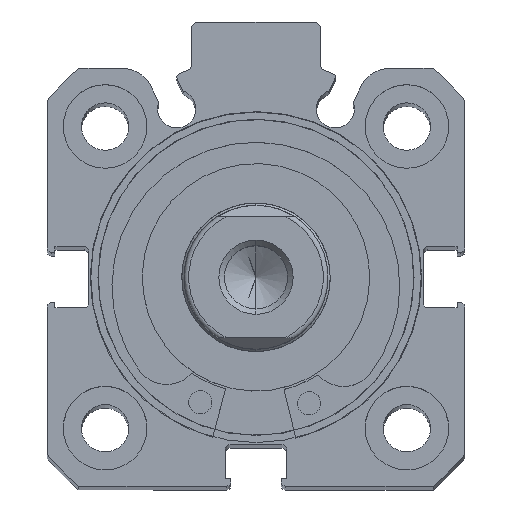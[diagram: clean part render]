
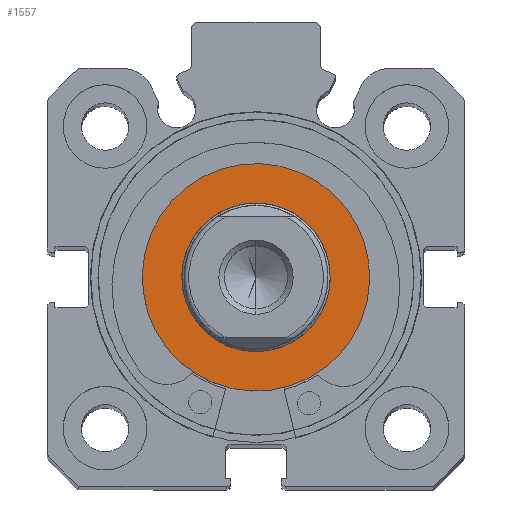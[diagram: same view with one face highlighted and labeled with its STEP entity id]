
A CAD part, top view. The second image highlights one B-rep face of the part: STEP entity #1557.
In plain terms, the highlighted face is planar.
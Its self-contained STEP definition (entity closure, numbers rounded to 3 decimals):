
#177 = ORIENTED_EDGE ( 'NONE', *, *, #2009, .T. ) ;
#187 = ORIENTED_EDGE ( 'NONE', *, *, #1862, .T. ) ;
#198 = ORIENTED_EDGE ( 'NONE', *, *, #2010, .F. ) ;
#219 = ORIENTED_EDGE ( 'NONE', *, *, #1864, .F. ) ;
#650 = EDGE_LOOP ( 'NONE', ( #198, #219 ) ) ;
#652 = EDGE_LOOP ( 'NONE', ( #187, #177 ) ) ;
#1243 = VERTEX_POINT ( 'NONE', #3920 ) ;
#1244 = VERTEX_POINT ( 'NONE', #3921 ) ;
#1246 = VERTEX_POINT ( 'NONE', #3923 ) ;
#1334 = VERTEX_POINT ( 'NONE', #4010 ) ;
#1557 = ADVANCED_FACE ( 'NONE', ( #3446, #3457 ), #4504, .F. ) ;
#1862 = EDGE_CURVE ( 'NONE', #1246, #1243, #6526, .T. ) ;
#1864 = EDGE_CURVE ( 'NONE', #1334, #1244, #6529, .T. ) ;
#2009 = EDGE_CURVE ( 'NONE', #1243, #1246, #6756, .T. ) ;
#2010 = EDGE_CURVE ( 'NONE', #1244, #1334, #6758, .T. ) ;
#2349 = AXIS2_PLACEMENT_3D ( 'NONE', #4503, #4505, #4506 ) ;
#2556 = AXIS2_PLACEMENT_3D ( 'NONE', #5535, #5536, #5537 ) ;
#2562 = AXIS2_PLACEMENT_3D ( 'NONE', #5531, #5532, #5533 ) ;
#2624 = AXIS2_PLACEMENT_3D ( 'NONE', #5883, #5891, #5892 ) ;
#2626 = AXIS2_PLACEMENT_3D ( 'NONE', #5887, #5893, #5894 ) ;
#3446 = FACE_BOUND ( 'NONE', #650, .T. ) ;
#3457 = FACE_OUTER_BOUND ( 'NONE', #652, .T. ) ;
#3920 = CARTESIAN_POINT ( 'NONE',  ( 0., 0., -12.25 ) ) ;
#3921 = CARTESIAN_POINT ( 'NONE',  ( 0., 0., 8. ) ) ;
#3923 = CARTESIAN_POINT ( 'NONE',  ( 0., 0., 12.25 ) ) ;
#4010 = CARTESIAN_POINT ( 'NONE',  ( 0., 0., -8. ) ) ;
#4503 = CARTESIAN_POINT ( 'NONE',  ( 0., 12.25, 0. ) ) ;
#4504 = PLANE ( 'NONE',  #2349 ) ;
#4505 = DIRECTION ( 'NONE',  ( 1., 0., 0. ) ) ;
#4506 = DIRECTION ( 'NONE',  ( 0., 0., -1. ) ) ;
#5531 = CARTESIAN_POINT ( 'NONE',  ( 0., 0., 0. ) ) ;
#5532 = DIRECTION ( 'NONE',  ( -1., 0., 0. ) ) ;
#5533 = DIRECTION ( 'NONE',  ( 0., 0., 1. ) ) ;
#5535 = CARTESIAN_POINT ( 'NONE',  ( 0., 0., 0. ) ) ;
#5536 = DIRECTION ( 'NONE',  ( -1., 0., 0. ) ) ;
#5537 = DIRECTION ( 'NONE',  ( 0., 0., 1. ) ) ;
#5883 = CARTESIAN_POINT ( 'NONE',  ( 0., 0., 0. ) ) ;
#5887 = CARTESIAN_POINT ( 'NONE',  ( 0., 0., 0. ) ) ;
#5891 = DIRECTION ( 'NONE',  ( -1., 0., 0. ) ) ;
#5892 = DIRECTION ( 'NONE',  ( 0., 0., 1. ) ) ;
#5893 = DIRECTION ( 'NONE',  ( -1., 0., 0. ) ) ;
#5894 = DIRECTION ( 'NONE',  ( 0., 0., 1. ) ) ;
#6526 = CIRCLE ( 'NONE', #2562, 12.25 ) ;
#6529 = CIRCLE ( 'NONE', #2556, 8. ) ;
#6756 = CIRCLE ( 'NONE', #2624, 12.25 ) ;
#6758 = CIRCLE ( 'NONE', #2626, 8. ) ;
